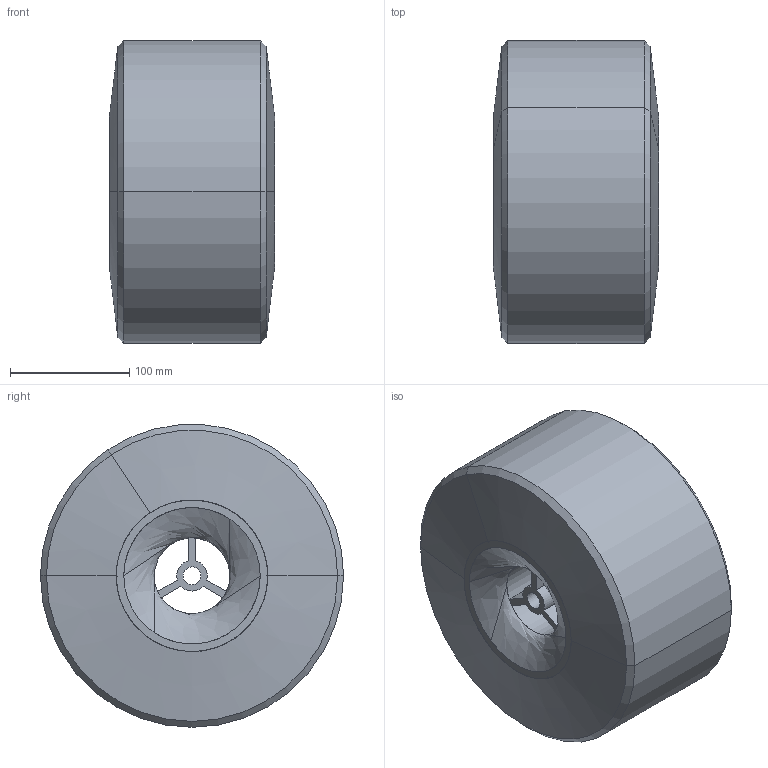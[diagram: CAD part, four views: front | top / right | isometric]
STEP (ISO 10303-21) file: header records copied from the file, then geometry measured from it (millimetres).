
FILE_DESCRIPTION(/* description */ (''),/* implementation_level */ '2;1');
FILE_NAME(/* name */ 'front tyre assembly v1.step',/* time_stamp */ '2023-02-24T19:52:40+05:30',/* author */ (''),/* organization */ (''),/* preprocessor_version */ 'ST-DEVELOPER v19.2',/* originating_system */ 'Autodesk Translation Framework v11.17.0.187',/* authorisation */ '');
FILE_SCHEMA (('AUTOMOTIVE_DESIGN { 1 0 10303 214 3 1 1 }'));
Length unit declared in the file: millimetre
Products named in the file (4): front tyre assembly igs; front tyre assembly igs_1; Part1; 2
Assembly tree (3 placements, depth 3):
  front tyre assembly igs
    front tyre assembly igs_1
      Part1
      2
Bounding box: 138.3 x 254 x 253.63 mm (x, y, z)
Surface area: 335092.2 mm2 (no closed solid volume)
Topology: 0 solids, 58 shells, 58 faces, 284 edges, 284 vertices
Faces by surface type: cylinder 22, cone 15, bspline 11, plane 10
Entity records: 5000 total; most frequent: CARTESIAN_POINT 2591, DIRECTION 474, VERTEX_POINT 284, EDGE_CURVE 284, ORIENTED_EDGE 284, AXIS2_PLACEMENT_3D 175, LINE 124, VECTOR 124
